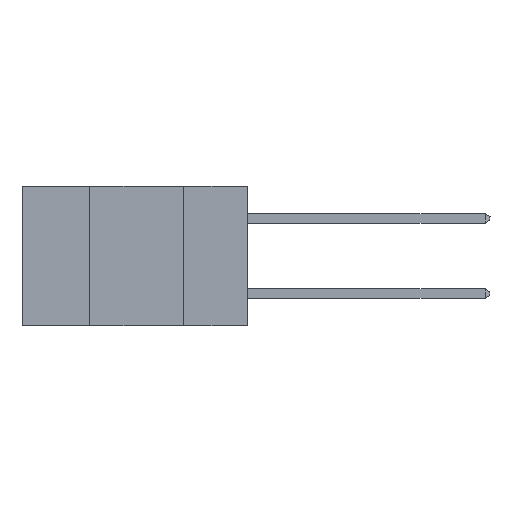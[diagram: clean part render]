
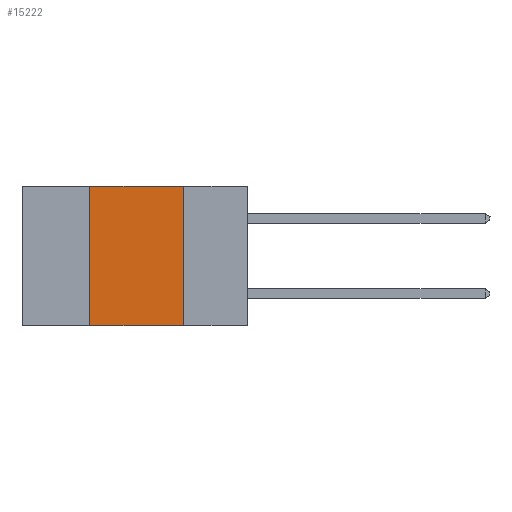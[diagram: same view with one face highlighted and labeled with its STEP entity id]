
A CAD part, left-side view. The second image highlights one B-rep face of the part: STEP entity #15222.
In plain terms, the highlighted planar face has unit normal (-1, 0, 0).
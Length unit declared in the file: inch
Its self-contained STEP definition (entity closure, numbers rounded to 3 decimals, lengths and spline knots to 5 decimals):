
#456 = VECTOR ( 'NONE', #8341, 39.37008 ) ;
#504 = CARTESIAN_POINT ( 'NONE',  ( 0., 0.17, -0.37 ) ) ;
#756 = CARTESIAN_POINT ( 'NONE',  ( 0., 0.42, 0. ) ) ;
#786 = ORIENTED_EDGE ( 'NONE', *, *, #15306, .F. ) ;
#1467 = VECTOR ( 'NONE', #16251, 39.37008 ) ;
#3610 = ORIENTED_EDGE ( 'NONE', *, *, #10905, .F. ) ;
#4165 = EDGE_CURVE ( 'NONE', #9144, #13276, #18429, .T. ) ;
#5102 = EDGE_LOOP ( 'NONE', ( #3610, #5808, #786, #16091 ) ) ;
#5508 = DIRECTION ( 'NONE',  ( 0., 0., -1. ) ) ;
#5582 = DIRECTION ( 'NONE',  ( 1., 0., 0. ) ) ;
#5808 = ORIENTED_EDGE ( 'NONE', *, *, #10286, .F. ) ;
#6209 = DIRECTION ( 'NONE',  ( 0., -1., 0. ) ) ;
#6219 = VECTOR ( 'NONE', #9476, 39.37008 ) ;
#6722 = LINE ( 'NONE', #756, #1467 ) ;
#6826 = CARTESIAN_POINT ( 'NONE',  ( 0., 0.6, 0. ) ) ;
#7906 = CARTESIAN_POINT ( 'NONE',  ( 0., 0.42, -0.37 ) ) ;
#8341 = DIRECTION ( 'NONE',  ( 0., 0., -1. ) ) ;
#8541 = AXIS2_PLACEMENT_3D ( 'NONE', #6826, #5582, #5508 ) ;
#9124 = CARTESIAN_POINT ( 'NONE',  ( 0., 0.42, 0. ) ) ;
#9144 = VERTEX_POINT ( 'NONE', #7906 ) ;
#9476 = DIRECTION ( 'NONE',  ( 0., -1., 0. ) ) ;
#9552 = CARTESIAN_POINT ( 'NONE',  ( 0., 0.6, 0. ) ) ;
#9764 = LINE ( 'NONE', #12951, #456 ) ;
#10286 = EDGE_CURVE ( 'NONE', #13066, #18218, #14576, .T. ) ;
#10905 = EDGE_CURVE ( 'NONE', #18218, #13276, #9764, .T. ) ;
#12951 = CARTESIAN_POINT ( 'NONE',  ( 0., 0.17, 0. ) ) ;
#13066 = VERTEX_POINT ( 'NONE', #9124 ) ;
#13276 = VERTEX_POINT ( 'NONE', #504 ) ;
#14576 = LINE ( 'NONE', #9552, #19374 ) ;
#15222 = ADVANCED_FACE ( 'NONE', ( #18665 ), #19344, .F. ) ;
#15306 = EDGE_CURVE ( 'NONE', #9144, #13066, #6722, .T. ) ;
#15737 = CARTESIAN_POINT ( 'NONE',  ( 0., 0.17, 0. ) ) ;
#16091 = ORIENTED_EDGE ( 'NONE', *, *, #4165, .T. ) ;
#16251 = DIRECTION ( 'NONE',  ( 0., 0., 1. ) ) ;
#18218 = VERTEX_POINT ( 'NONE', #15737 ) ;
#18429 = LINE ( 'NONE', #18639, #6219 ) ;
#18639 = CARTESIAN_POINT ( 'NONE',  ( 0., 0.6, -0.37 ) ) ;
#18665 = FACE_OUTER_BOUND ( 'NONE', #5102, .T. ) ;
#19344 = PLANE ( 'NONE',  #8541 ) ;
#19374 = VECTOR ( 'NONE', #6209, 39.37008 ) ;
